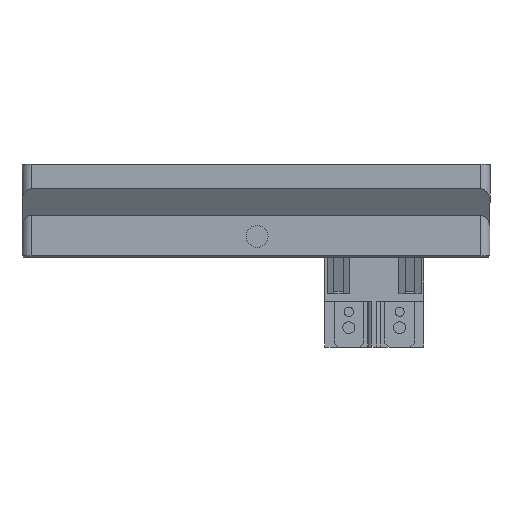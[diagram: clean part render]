
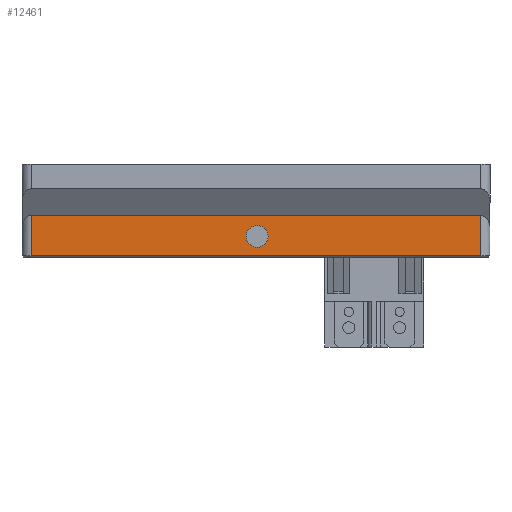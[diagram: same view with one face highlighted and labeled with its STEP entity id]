
A CAD part, front view. The second image highlights one B-rep face of the part: STEP entity #12461.
In plain terms, the highlighted planar face has unit normal (0, -1, 0).
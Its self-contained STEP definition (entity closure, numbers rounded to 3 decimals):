
#774=CIRCLE('',#16657,2.35);
#1530=ORIENTED_EDGE('',*,*,#5006,.T.);
#1531=ORIENTED_EDGE('',*,*,#5111,.F.);
#1532=ORIENTED_EDGE('',*,*,#5112,.F.);
#1533=ORIENTED_EDGE('',*,*,#5113,.F.);
#1534=ORIENTED_EDGE('',*,*,#5012,.T.);
#5006=EDGE_CURVE('',#6840,#6840,#774,.T.);
#5012=EDGE_CURVE('',#6841,#6845,#7954,.T.);
#5111=EDGE_CURVE('',#6905,#6845,#7990,.T.);
#5112=EDGE_CURVE('',#6906,#6905,#7991,.T.);
#5113=EDGE_CURVE('',#6841,#6906,#7992,.T.);
#6840=VERTEX_POINT('',#21458);
#6841=VERTEX_POINT('',#21461);
#6845=VERTEX_POINT('',#21469);
#6905=VERTEX_POINT('',#21947);
#6906=VERTEX_POINT('',#21951);
#7954=LINE('',#21470,#9213);
#7990=LINE('',#21948,#9249);
#7991=LINE('',#21950,#9250);
#7992=LINE('',#21952,#9251);
#9213=VECTOR('',#17909,1000.);
#9249=VECTOR('',#18095,1000.);
#9250=VECTOR('',#18098,1000.);
#9251=VECTOR('',#18099,1000.);
#10439=EDGE_LOOP('',(#1530));
#10440=EDGE_LOOP('',(#1531,#1532,#1533,#1534));
#11254=FACE_BOUND('',#10439,.T.);
#11255=FACE_BOUND('',#10440,.T.);
#11990=PLANE('',#16737);
#12461=ADVANCED_FACE('',(#11254,#11255),#11990,.F.);
#16657=AXIS2_PLACEMENT_3D('',#21457,#17897,#17898);
#16737=AXIS2_PLACEMENT_3D('',#21949,#18096,#18097);
#17897=DIRECTION('',(0.,1.,0.));
#17898=DIRECTION('',(1.,0.,0.));
#17909=DIRECTION('',(-1.,0.,0.));
#18095=DIRECTION('',(0.,0.,1.));
#18096=DIRECTION('',(0.,1.,0.));
#18097=DIRECTION('',(0.,0.,-1.));
#18098=DIRECTION('',(-1.,0.,0.));
#18099=DIRECTION('',(0.,0.,-1.));
#21457=CARTESIAN_POINT('',(-19.086,-27.132,4.5));
#21458=CARTESIAN_POINT('',(-16.736,-27.132,4.5));
#21461=CARTESIAN_POINT('',(28.914,-27.132,9.));
#21469=CARTESIAN_POINT('',(-67.586,-27.132,9.));
#21470=CARTESIAN_POINT('',(30.914,-27.132,9.));
#21947=CARTESIAN_POINT('',(-67.586,-27.132,0.4));
#21948=CARTESIAN_POINT('',(-67.586,-27.132,14.5));
#21949=CARTESIAN_POINT('',(30.914,-27.132,9.));
#21950=CARTESIAN_POINT('',(10.664,-27.132,0.4));
#21951=CARTESIAN_POINT('',(28.914,-27.132,0.4));
#21952=CARTESIAN_POINT('',(28.914,-27.132,14.5));
